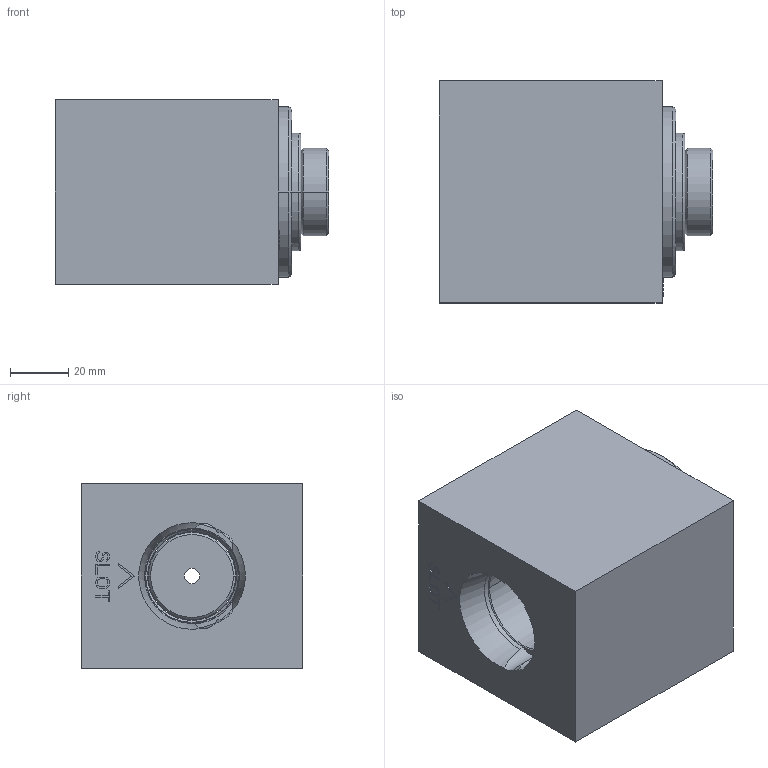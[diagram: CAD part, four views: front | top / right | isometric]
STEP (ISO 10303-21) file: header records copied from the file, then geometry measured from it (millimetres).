
FILE_DESCRIPTION((''),'2;1');
FILE_NAME('ILC15511101','2007-11-07T',('kr'),(''),'PRO/ENGINEER BY PARAMETRIC TECHNOLOGY CORPORATION, 2005180','PRO/ENGINEER BY PARAMETRIC TECHNOLOGY CORPORATION, 2005180','');
FILE_SCHEMA(('AUTOMOTIVE_DESIGN_CC2 { 1 2 10303 214 -1 1 5 2 }'));
Length unit declared in the file: inch
Products named in the file (1): ILC15511101
Bounding box: 93.85 x 76.2 x 63.25 mm (x, y, z)
Volume: 317188.1 mm3; surface area: 49967.9 mm2
Topology: 2 solids, 2 shells, 203 faces, 530 edges, 346 vertices
Faces by surface type: plane 143, cylinder 34, torus 16, cone 10
Entity records: 7815 total; most frequent: CARTESIAN_POINT 1273, ORIENTED_EDGE 1060, DIRECTION 1024, EDGE_CURVE 530, VECTOR 410, LINE 410, VERTEX_POINT 346, AXIS2_PLACEMENT_3D 307
